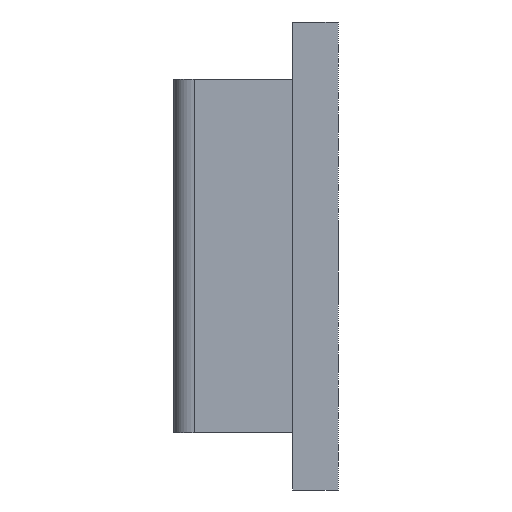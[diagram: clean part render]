
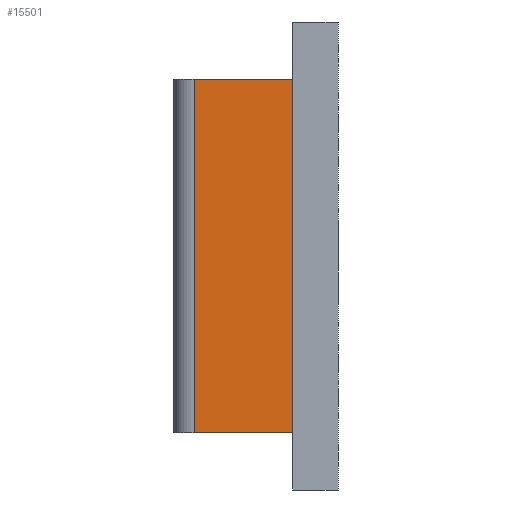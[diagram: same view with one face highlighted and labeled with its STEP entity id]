
A CAD part, left-side view. The second image highlights one B-rep face of the part: STEP entity #15501.
In plain terms, the highlighted planar face has unit normal (-1, 0, 0).
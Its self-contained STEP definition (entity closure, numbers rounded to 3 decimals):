
#5672 = PLANE('',#5673);
#5673 = AXIS2_PLACEMENT_3D('',#5674,#5675,#5676);
#5674 = CARTESIAN_POINT('',(0.,0.,77.5));
#5675 = DIRECTION('',(0.,1.,0.));
#5676 = DIRECTION('',(0.,0.,1.));
#13840 = VERTEX_POINT('',#13841);
#13841 = CARTESIAN_POINT('',(-30.5,0.,-0.));
#13886 = VERTEX_POINT('',#13887);
#13887 = CARTESIAN_POINT('',(-30.5,0.,155.));
#13908 = EDGE_CURVE('',#13840,#13886,#13909,.T.);
#13909 = SURFACE_CURVE('',#13910,(#13914,#13921),.PCURVE_S1.);
#13910 = LINE('',#13911,#13912);
#13911 = CARTESIAN_POINT('',(-30.5,0.,-0.));
#13912 = VECTOR('',#13913,1.);
#13913 = DIRECTION('',(0.,0.,1.));
#13914 = PCURVE('',#5672,#13915);
#13915 = DEFINITIONAL_REPRESENTATION('',(#13916),#13920);
#13916 = LINE('',#13917,#13918);
#13917 = CARTESIAN_POINT('',(-77.5,-30.5));
#13918 = VECTOR('',#13919,1.);
#13919 = DIRECTION('',(1.,0.));
#13920 = ( GEOMETRIC_REPRESENTATION_CONTEXT(2) 
PARAMETRIC_REPRESENTATION_CONTEXT() REPRESENTATION_CONTEXT('2D SPACE',''
  ) );
#13921 = PCURVE('',#13922,#13927);
#13922 = PLANE('',#13923);
#13923 = AXIS2_PLACEMENT_3D('',#13924,#13925,#13926);
#13924 = CARTESIAN_POINT('',(-30.5,43.,-0.));
#13925 = DIRECTION('',(1.,0.,0.));
#13926 = DIRECTION('',(0.,-1.,0.));
#13927 = DEFINITIONAL_REPRESENTATION('',(#13928),#13932);
#13928 = LINE('',#13929,#13930);
#13929 = CARTESIAN_POINT('',(43.,0.));
#13930 = VECTOR('',#13931,1.);
#13931 = DIRECTION('',(0.,-1.));
#13932 = ( GEOMETRIC_REPRESENTATION_CONTEXT(2) 
PARAMETRIC_REPRESENTATION_CONTEXT() REPRESENTATION_CONTEXT('2D SPACE',''
  ) );
#15320 = PLANE('',#15321);
#15321 = AXIS2_PLACEMENT_3D('',#15322,#15323,#15324);
#15322 = CARTESIAN_POINT('',(0.,24.975,0.));
#15323 = DIRECTION('',(0.,0.,1.));
#15324 = DIRECTION('',(1.,0.,0.));
#15374 = PLANE('',#15375);
#15375 = AXIS2_PLACEMENT_3D('',#15376,#15377,#15378);
#15376 = CARTESIAN_POINT('',(0.,24.975,155.));
#15377 = DIRECTION('',(0.,0.,1.));
#15378 = DIRECTION('',(1.,0.,0.));
#15501 = ADVANCED_FACE('',(#15502),#13922,.F.);
#15502 = FACE_BOUND('',#15503,.F.);
#15503 = EDGE_LOOP('',(#15504,#15534,#15555,#15556));
#15504 = ORIENTED_EDGE('',*,*,#15505,.T.);
#15505 = EDGE_CURVE('',#15506,#15508,#15510,.T.);
#15506 = VERTEX_POINT('',#15507);
#15507 = CARTESIAN_POINT('',(-30.5,43.,0.));
#15508 = VERTEX_POINT('',#15509);
#15509 = CARTESIAN_POINT('',(-30.5,43.,155.));
#15510 = SURFACE_CURVE('',#15511,(#15515,#15522),.PCURVE_S1.);
#15511 = LINE('',#15512,#15513);
#15512 = CARTESIAN_POINT('',(-30.5,43.,-0.));
#15513 = VECTOR('',#15514,1.);
#15514 = DIRECTION('',(0.,0.,1.));
#15515 = PCURVE('',#13922,#15516);
#15516 = DEFINITIONAL_REPRESENTATION('',(#15517),#15521);
#15517 = LINE('',#15518,#15519);
#15518 = CARTESIAN_POINT('',(0.,0.));
#15519 = VECTOR('',#15520,1.);
#15520 = DIRECTION('',(0.,-1.));
#15521 = ( GEOMETRIC_REPRESENTATION_CONTEXT(2) 
PARAMETRIC_REPRESENTATION_CONTEXT() REPRESENTATION_CONTEXT('2D SPACE',''
  ) );
#15522 = PCURVE('',#15523,#15528);
#15523 = CYLINDRICAL_SURFACE('',#15524,9.);
#15524 = AXIS2_PLACEMENT_3D('',#15525,#15526,#15527);
#15525 = CARTESIAN_POINT('',(-21.5,43.,-0.));
#15526 = DIRECTION('',(0.,0.,-1.));
#15527 = DIRECTION('',(1.,0.,0.));
#15528 = DEFINITIONAL_REPRESENTATION('',(#15529),#15533);
#15529 = LINE('',#15530,#15531);
#15530 = CARTESIAN_POINT('',(3.142,0.));
#15531 = VECTOR('',#15532,1.);
#15532 = DIRECTION('',(0.,-1.));
#15533 = ( GEOMETRIC_REPRESENTATION_CONTEXT(2) 
PARAMETRIC_REPRESENTATION_CONTEXT() REPRESENTATION_CONTEXT('2D SPACE',''
  ) );
#15534 = ORIENTED_EDGE('',*,*,#15535,.T.);
#15535 = EDGE_CURVE('',#15508,#13886,#15536,.T.);
#15536 = SURFACE_CURVE('',#15537,(#15541,#15548),.PCURVE_S1.);
#15537 = LINE('',#15538,#15539);
#15538 = CARTESIAN_POINT('',(-30.5,43.,155.));
#15539 = VECTOR('',#15540,1.);
#15540 = DIRECTION('',(0.,-1.,0.));
#15541 = PCURVE('',#13922,#15542);
#15542 = DEFINITIONAL_REPRESENTATION('',(#15543),#15547);
#15543 = LINE('',#15544,#15545);
#15544 = CARTESIAN_POINT('',(0.,-155.));
#15545 = VECTOR('',#15546,1.);
#15546 = DIRECTION('',(1.,0.));
#15547 = ( GEOMETRIC_REPRESENTATION_CONTEXT(2) 
PARAMETRIC_REPRESENTATION_CONTEXT() REPRESENTATION_CONTEXT('2D SPACE',''
  ) );
#15548 = PCURVE('',#15374,#15549);
#15549 = DEFINITIONAL_REPRESENTATION('',(#15550),#15554);
#15550 = LINE('',#15551,#15552);
#15551 = CARTESIAN_POINT('',(-30.5,18.025));
#15552 = VECTOR('',#15553,1.);
#15553 = DIRECTION('',(0.,-1.));
#15554 = ( GEOMETRIC_REPRESENTATION_CONTEXT(2) 
PARAMETRIC_REPRESENTATION_CONTEXT() REPRESENTATION_CONTEXT('2D SPACE',''
  ) );
#15555 = ORIENTED_EDGE('',*,*,#13908,.F.);
#15556 = ORIENTED_EDGE('',*,*,#15557,.F.);
#15557 = EDGE_CURVE('',#15506,#13840,#15558,.T.);
#15558 = SURFACE_CURVE('',#15559,(#15563,#15570),.PCURVE_S1.);
#15559 = LINE('',#15560,#15561);
#15560 = CARTESIAN_POINT('',(-30.5,43.,0.));
#15561 = VECTOR('',#15562,1.);
#15562 = DIRECTION('',(0.,-1.,0.));
#15563 = PCURVE('',#13922,#15564);
#15564 = DEFINITIONAL_REPRESENTATION('',(#15565),#15569);
#15565 = LINE('',#15566,#15567);
#15566 = CARTESIAN_POINT('',(0.,0.));
#15567 = VECTOR('',#15568,1.);
#15568 = DIRECTION('',(1.,0.));
#15569 = ( GEOMETRIC_REPRESENTATION_CONTEXT(2) 
PARAMETRIC_REPRESENTATION_CONTEXT() REPRESENTATION_CONTEXT('2D SPACE',''
  ) );
#15570 = PCURVE('',#15320,#15571);
#15571 = DEFINITIONAL_REPRESENTATION('',(#15572),#15576);
#15572 = LINE('',#15573,#15574);
#15573 = CARTESIAN_POINT('',(-30.5,18.025));
#15574 = VECTOR('',#15575,1.);
#15575 = DIRECTION('',(0.,-1.));
#15576 = ( GEOMETRIC_REPRESENTATION_CONTEXT(2) 
PARAMETRIC_REPRESENTATION_CONTEXT() REPRESENTATION_CONTEXT('2D SPACE',''
  ) );
